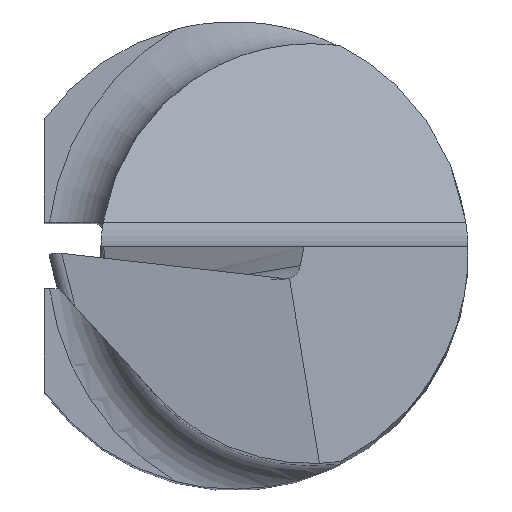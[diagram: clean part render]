
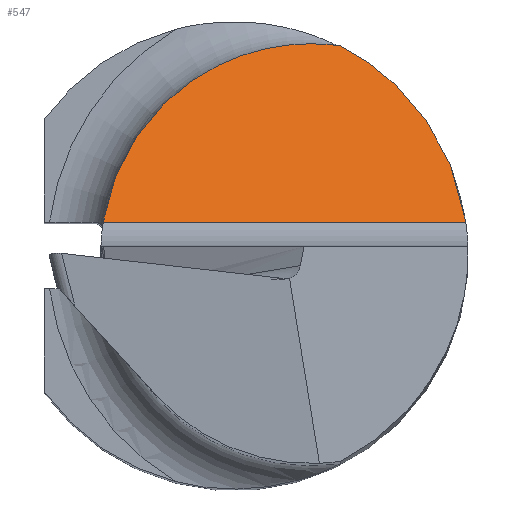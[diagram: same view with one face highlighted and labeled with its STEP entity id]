
A CAD part, top view. The second image highlights one B-rep face of the part: STEP entity #547.
In plain terms, the highlighted planar face has unit normal (0, 0.766, 0.643).
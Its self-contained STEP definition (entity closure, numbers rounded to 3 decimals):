
#14 = CARTESIAN_POINT ( 'NONE',  ( 3.5, 0.474, 29.552 ) ) ;
#19 = PLANE ( 'NONE',  #36 ) ;
#36 = AXIS2_PLACEMENT_3D ( 'NONE', #14, #396, #402 ) ;
#55 = CARTESIAN_POINT ( 'NONE',  ( 3.5, 0.474, 29.552 ) ) ;
#104 = FACE_OUTER_BOUND ( 'NONE', #1115, .T. ) ;
#141 = CARTESIAN_POINT ( 'NONE',  ( 1.587, 3.12, 26.399 ) ) ;
#171 = CARTESIAN_POINT ( 'NONE',  ( 3.468, 0.474, 29.552 ) ) ;
#204 = VERTEX_POINT ( 'NONE', #1118 ) ;
#263 = CARTESIAN_POINT ( 'NONE',  ( 1.587, 3.12, 26.399 ) ) ;
#327 = VERTEX_POINT ( 'NONE', #141 ) ;
#357 = CARTESIAN_POINT ( 'NONE',  ( -1.964, 0.474, 29.552 ) ) ;
#371 = EDGE_CURVE ( 'NONE', #1106, #327, #859, .T. ) ;
#396 = DIRECTION ( 'NONE',  ( 0., -0.766, -0.643 ) ) ;
#402 = DIRECTION ( 'NONE',  ( 0., 0.643, -0.766 ) ) ;
#444 = DIRECTION ( 'NONE',  ( -1., 0., 0. ) ) ;
#505 =( BOUNDED_CURVE ( )  B_SPLINE_CURVE ( 3, ( #357, #1192, #838, #263 ),
 .UNSPECIFIED., .F., .F. ) 
 B_SPLINE_CURVE_WITH_KNOTS ( ( 4, 4 ),
 ( 4.864, 6.422 ),
 .UNSPECIFIED. ) 
 CURVE ( )  GEOMETRIC_REPRESENTATION_ITEM ( )  RATIONAL_B_SPLINE_CURVE ( ( 1., 0.808, 0.808, 1. ) ) 
 REPRESENTATION_ITEM ( '' )  );
#528 = ORIENTED_EDGE ( 'NONE', *, *, #784, .F. ) ;
#547 = ADVANCED_FACE ( 'NONE', ( #104 ), #19, .F. ) ;
#572 = ORIENTED_EDGE ( 'NONE', *, *, #371, .T. ) ;
#621 = CARTESIAN_POINT ( 'NONE',  ( 3.309, 1.634, 28.169 ) ) ;
#718 = CARTESIAN_POINT ( 'NONE',  ( 2.631, 2.589, 27.032 ) ) ;
#779 = ORIENTED_EDGE ( 'NONE', *, *, #1177, .F. ) ;
#784 = EDGE_CURVE ( 'NONE', #1106, #204, #840, .T. ) ;
#812 = CARTESIAN_POINT ( 'NONE',  ( 3.468, 0.474, 29.552 ) ) ;
#838 = CARTESIAN_POINT ( 'NONE',  ( -0.223, 3.373, 26.097 ) ) ;
#840 = LINE ( 'NONE', #55, #875 ) ;
#859 =( BOUNDED_CURVE ( )  B_SPLINE_CURVE ( 3, ( #812, #621, #718, #1080 ),
 .UNSPECIFIED., .F., .F. ) 
 B_SPLINE_CURVE_WITH_KNOTS ( ( 4, 4 ),
 ( 4.848, 5.813 ),
 .UNSPECIFIED. ) 
 CURVE ( )  GEOMETRIC_REPRESENTATION_ITEM ( )  RATIONAL_B_SPLINE_CURVE ( ( 1., 0.924, 0.924, 1. ) ) 
 REPRESENTATION_ITEM ( '' )  );
#875 = VECTOR ( 'NONE', #444, 1000. ) ;
#1080 = CARTESIAN_POINT ( 'NONE',  ( 1.587, 3.12, 26.399 ) ) ;
#1106 = VERTEX_POINT ( 'NONE', #171 ) ;
#1115 = EDGE_LOOP ( 'NONE', ( #528, #572, #779 ) ) ;
#1118 = CARTESIAN_POINT ( 'NONE',  ( -1.964, 0.474, 29.552 ) ) ;
#1177 = EDGE_CURVE ( 'NONE', #204, #327, #505, .T. ) ;
#1192 = CARTESIAN_POINT ( 'NONE',  ( -1.689, 2.281, 27.398 ) ) ;
